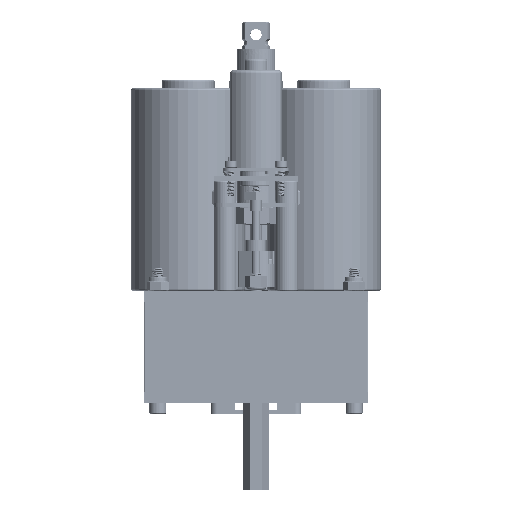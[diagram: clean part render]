
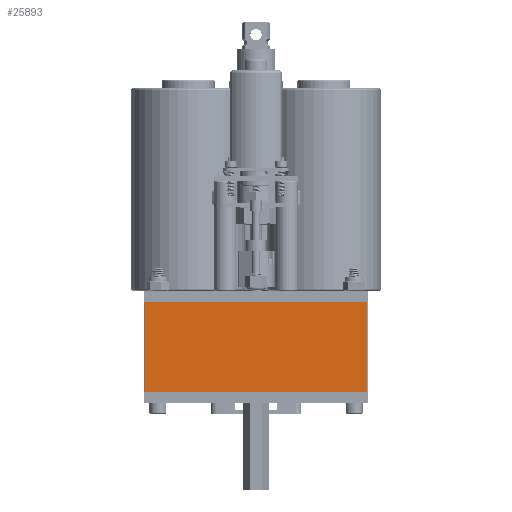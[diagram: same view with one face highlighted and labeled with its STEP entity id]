
A CAD part, front view. The second image highlights one B-rep face of the part: STEP entity #25893.
In plain terms, the highlighted face is planar.
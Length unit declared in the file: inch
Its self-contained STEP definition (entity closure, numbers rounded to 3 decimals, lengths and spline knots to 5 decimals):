
#1334 = EDGE_LOOP ( 'NONE', ( #7300, #14867, #19669, #19220 ) ) ;
#1348 = CARTESIAN_POINT ( 'NONE',  ( -0.282, 0.312, 2. ) ) ;
#2746 = CARTESIAN_POINT ( 'NONE',  ( -0.282, 0.312, 2. ) ) ;
#4401 = CARTESIAN_POINT ( 'NONE',  ( -0.282, 0.312, 0. ) ) ;
#7300 = ORIENTED_EDGE ( 'NONE', *, *, #87297, .T. ) ;
#8803 = EDGE_CURVE ( 'NONE', #45149, #52885, #82216, .T. ) ;
#14867 = ORIENTED_EDGE ( 'NONE', *, *, #8803, .F. ) ;
#14949 = CARTESIAN_POINT ( 'NONE',  ( 4.658, 0.312, 2. ) ) ;
#15296 = EDGE_CURVE ( 'NONE', #29920, #45149, #47357, .T. ) ;
#16868 = VECTOR ( 'NONE', #86956, 39.37008 ) ;
#18028 = VECTOR ( 'NONE', #24462, 39.37008 ) ;
#19220 = ORIENTED_EDGE ( 'NONE', *, *, #52044, .T. ) ;
#19669 = ORIENTED_EDGE ( 'NONE', *, *, #15296, .F. ) ;
#23143 = PLANE ( 'NONE',  #80840 ) ;
#24462 = DIRECTION ( 'NONE',  ( -1., 0., 0. ) ) ;
#25893 = ADVANCED_FACE ( 'NONE', ( #60173 ), #23143, .F. ) ;
#29111 = VECTOR ( 'NONE', #39066, 39.37008 ) ;
#29920 = VERTEX_POINT ( 'NONE', #79737 ) ;
#30422 = DIRECTION ( 'NONE',  ( 0., 0., -1. ) ) ;
#31931 = VERTEX_POINT ( 'NONE', #75237 ) ;
#33505 = LINE ( 'NONE', #4401, #35760 ) ;
#35760 = VECTOR ( 'NONE', #54915, 39.37008 ) ;
#39066 = DIRECTION ( 'NONE',  ( 0., 0., -1. ) ) ;
#40625 = CARTESIAN_POINT ( 'NONE',  ( -0.282, 0.312, 2. ) ) ;
#45149 = VERTEX_POINT ( 'NONE', #40625 ) ;
#47357 = LINE ( 'NONE', #60739, #18028 ) ;
#52044 = EDGE_CURVE ( 'NONE', #29920, #31931, #55224, .T. ) ;
#52885 = VERTEX_POINT ( 'NONE', #69267 ) ;
#54915 = DIRECTION ( 'NONE',  ( -1., 0., 0. ) ) ;
#55224 = LINE ( 'NONE', #14949, #16868 ) ;
#60173 = FACE_OUTER_BOUND ( 'NONE', #1334, .T. ) ;
#60739 = CARTESIAN_POINT ( 'NONE',  ( -0.282, 0.312, 2. ) ) ;
#69267 = CARTESIAN_POINT ( 'NONE',  ( -0.282, 0.312, 0. ) ) ;
#73636 = DIRECTION ( 'NONE',  ( 0., -1., 0. ) ) ;
#75237 = CARTESIAN_POINT ( 'NONE',  ( 4.658, 0.312, 0. ) ) ;
#79737 = CARTESIAN_POINT ( 'NONE',  ( 4.658, 0.312, 2. ) ) ;
#80840 = AXIS2_PLACEMENT_3D ( 'NONE', #1348, #73636, #30422 ) ;
#82216 = LINE ( 'NONE', #2746, #29111 ) ;
#86956 = DIRECTION ( 'NONE',  ( 0., 0., -1. ) ) ;
#87297 = EDGE_CURVE ( 'NONE', #31931, #52885, #33505, .T. ) ;
